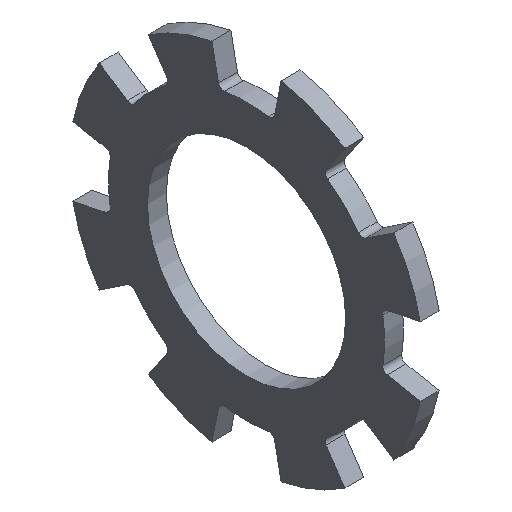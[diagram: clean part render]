
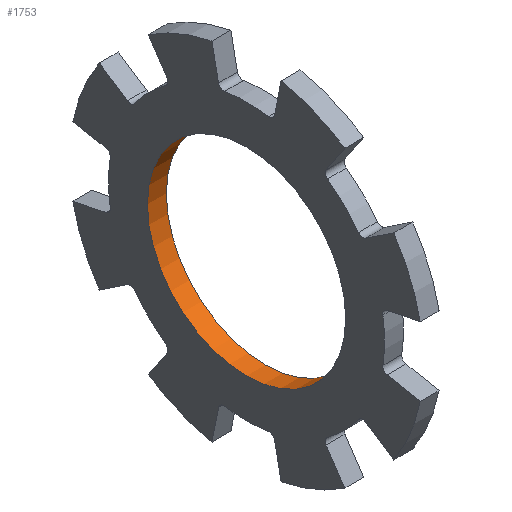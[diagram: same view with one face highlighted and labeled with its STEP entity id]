
A CAD part, isometric view. The second image highlights one B-rep face of the part: STEP entity #1753.
In plain terms, the highlighted cylindrical face has radius 4.2 mm (diameter 8.4 mm), a full revolution.
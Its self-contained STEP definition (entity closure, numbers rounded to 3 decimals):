
#1401=CARTESIAN_POINT('',(0.8,4.2,0.));
#1402=VERTEX_POINT('',#1401);
#1403=CARTESIAN_POINT('',(0.8,0.0,0.0));
#1404=DIRECTION('',(-1.0,0.0,0.0));
#1405=DIRECTION('',(0.0,-1.0,0.0));
#1406=AXIS2_PLACEMENT_3D('',#1403,#1404,#1405);
#1407=CIRCLE('',#1406,4.2);
#1408=EDGE_CURVE('',#1402,#1402,#1407,.T.);
#1730=CARTESIAN_POINT('',(0.0,4.2,0.));
#1731=VERTEX_POINT('',#1730);
#1732=CARTESIAN_POINT('',(0.0,0.0,0.0));
#1733=DIRECTION('',(1.0,0.0,0.0));
#1734=DIRECTION('',(0.0,-1.0,0.0));
#1735=AXIS2_PLACEMENT_3D('',#1732,#1733,#1734);
#1736=CIRCLE('',#1735,4.2);
#1737=EDGE_CURVE('',#1731,#1731,#1736,.T.);
#1742=CARTESIAN_POINT('',(0.0,0.0,0.0));
#1743=DIRECTION('',(1.0,0.0,0.0));
#1744=DIRECTION('',(0.0,-1.0,0.0));
#1745=AXIS2_PLACEMENT_3D('',#1742,#1743,#1744);
#1746=CYLINDRICAL_SURFACE('',#1745,4.2);
#1747=ORIENTED_EDGE('',*,*,#1408,.F.);
#1748=EDGE_LOOP('',(#1747));
#1749=FACE_OUTER_BOUND('',#1748,.T.);
#1750=ORIENTED_EDGE('',*,*,#1737,.F.);
#1751=EDGE_LOOP('',(#1750));
#1752=FACE_BOUND('',#1751,.T.);
#1753=ADVANCED_FACE('',(#1749,#1752),#1746,.F.);
